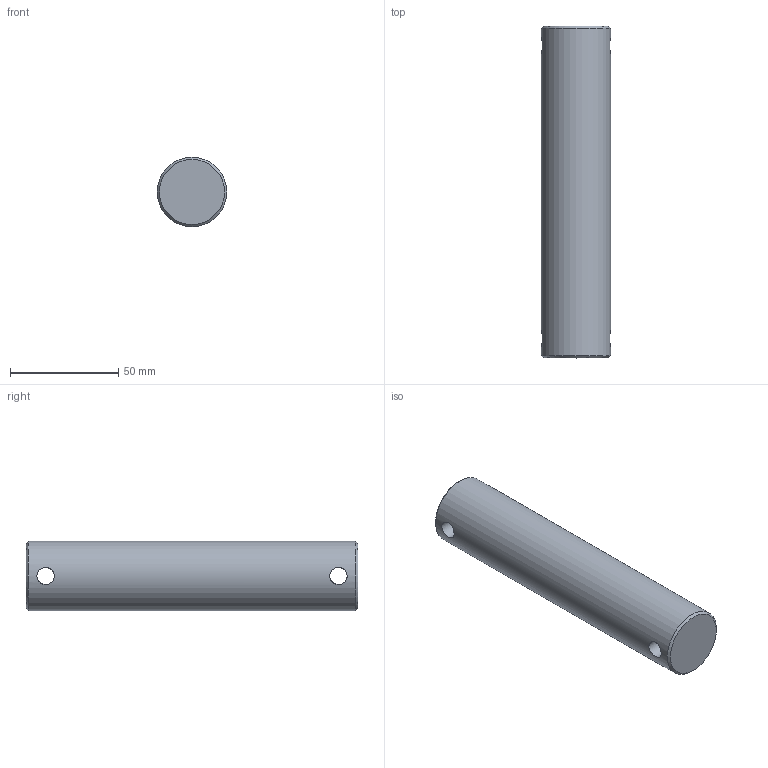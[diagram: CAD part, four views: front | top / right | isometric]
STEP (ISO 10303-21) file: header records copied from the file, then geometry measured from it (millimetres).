
FILE_DESCRIPTION(/* description */ (''),/* implementation_level */ '2;1');
FILE_NAME(/* name */ 'ISI2PF1195(R).stp',/* time_stamp */ '2023-06-22T13:27:41+02:00',/* author */ ('PatrickLyscarzSletti'),/* organization */ (''),/* preprocessor_version */ 'ST-DEVELOPER v19.2',/* originating_system */ 'Autodesk Inventor 2023',/* authorisation */ '');
FILE_SCHEMA (('AUTOMOTIVE_DESIGN { 1 0 10303 214 3 1 1 }'));
Length unit declared in the file: millimetre
Products named in the file (1): ISI2PF1195(R)
Bounding box: 32 x 153 x 32 mm (x, y, z)
Volume: 119760.3 mm3; surface area: 18249.8 mm2
Topology: 1 solids, 1 shells, 7 faces, 21 edges, 14 vertices
Faces by surface type: cylinder 3, cone 2, plane 2
Full cylindrical faces by diameter (mm): 8 x2, 32 x1
Entity records: 414 total; most frequent: CARTESIAN_POINT 181, ORIENTED_EDGE 42, DIRECTION 35, EDGE_CURVE 21, VERTEX_POINT 14, AXIS2_PLACEMENT_3D 14, EDGE_LOOP 9, B_SPLINE_CURVE_WITH_KNOTS 8
